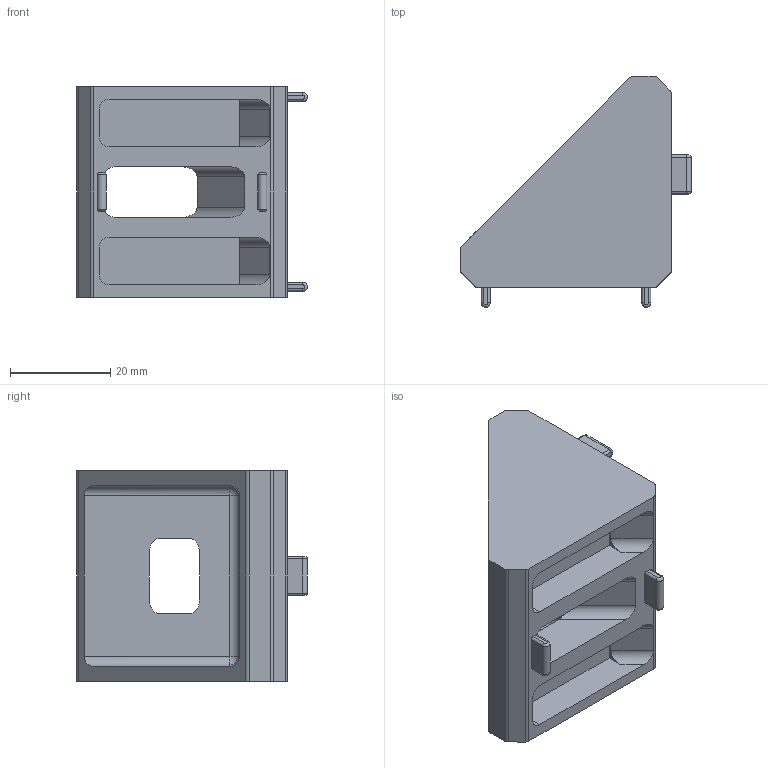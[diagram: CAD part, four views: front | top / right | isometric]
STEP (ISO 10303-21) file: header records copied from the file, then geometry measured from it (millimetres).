
FILE_DESCRIPTION (( 'STEP AP203' ), '1' );
FILE_NAME ('AL-310.3700A.01.STEP', '2025-01-29T07:28:04', ( '' ), ( '' ), 'SwSTEP 2.0', 'SolidWorks 2021', '' );
FILE_SCHEMA (( 'CONFIG_CONTROL_DESIGN' ));
Length unit declared in the file: millimetre
Products named in the file (1): AL-310.3700A.01
Bounding box: 46 x 46 x 42 mm (x, y, z)
Volume: 21368.2 mm3; surface area: 12203.6 mm2
Topology: 1 solids, 1 shells, 130 faces, 338 edges, 218 vertices
Faces by surface type: plane 61, cylinder 57, bspline 8, sphere 4
Entity records: 4250 total; most frequent: CARTESIAN_POINT 1071, ORIENTED_EDGE 676, DIRECTION 622, EDGE_CURVE 338, VERTEX_POINT 218, AXIS2_PLACEMENT_3D 209, LINE 204, VECTOR 204
